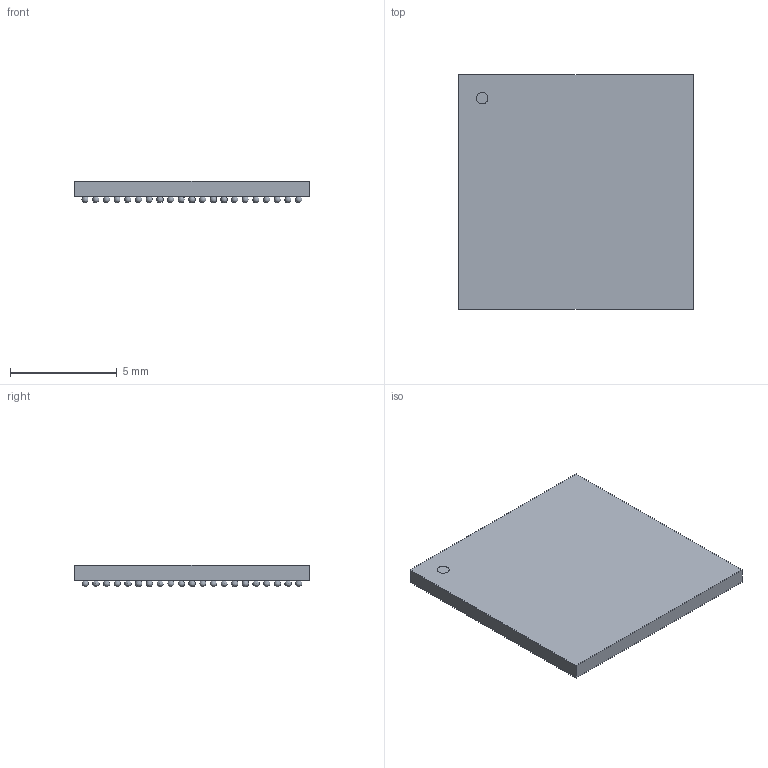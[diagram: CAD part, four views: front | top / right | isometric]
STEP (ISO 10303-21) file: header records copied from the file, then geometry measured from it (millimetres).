
FILE_DESCRIPTION(('STEP AP214'),'1');
FILE_NAME('MIMX8MN5DVPIZAA_NXP','2025-03-08T11:34:43',(''),(''),'','','');
FILE_SCHEMA(('AUTOMOTIVE_DESIGN'));
Length unit declared in the file: millimetre
Products named in the file (1): product
Bounding box: 11 x 11 x 1.02 mm (x, y, z)
Volume: 95.2 mm3; surface area: 452.3 mm2
Topology: 614 solids, 614 shells, 621 faces, 1851 edges, 1234 vertices
Faces by surface type: sphere 612, plane 8, cylinder 1
Full cylindrical faces by diameter (mm): 0.55 x1
Entity records: 5881 total; most frequent: DIRECTION 1262, CARTESIAN_POINT 635, AXIS2_PLACEMENT_3D 625, STYLED_ITEM 621, ADVANCED_FACE 621, MANIFOLD_SOLID_BREP 614, CLOSED_SHELL 614, SPHERICAL_SURFACE 612
